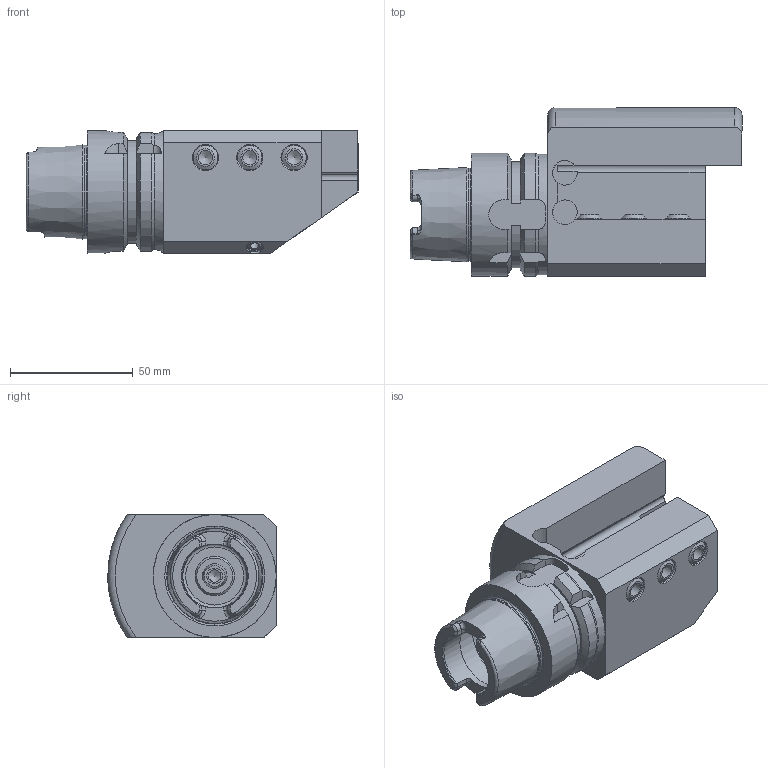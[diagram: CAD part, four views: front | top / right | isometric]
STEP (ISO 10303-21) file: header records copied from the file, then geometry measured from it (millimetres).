
FILE_DESCRIPTION((''),'2;1');
FILE_NAME('590004040095-3D.stp','2021-09-04T12:52:28',('nttooll'),(''),'Autodesk Inventor 2012','Autodesk Inventor 2012','');
FILE_SCHEMA(('AUTOMOTIVE_DESIGN { 1 0 10303 214 1 1 1 1 }'));
Length unit declared in the file: millimetre
Products named in the file (1): 590004040095-3D
Bounding box: 135 x 68.47 x 50 mm (x, y, z)
Volume: 239900.8 mm3; surface area: 39331 mm2
Topology: 1 solids, 1 shells, 203 faces, 499 edges, 319 vertices
Faces by surface type: plane 78, cylinder 61, cone 46, torus 16, sphere 2
Full cylindrical faces by diameter (mm): 2 x1, 3.464 x1, 4 x1, 4.3 x1, 5 x1, 5.2 x1, 5.774 x3, 6 x2, 6.4 x1, 7 x1, 8 x1, 9.5 x1, 10 x8, 10.5 x1, 16 x2, 26 x1, 26.6 x1, 32 x1, 37.9 x1, 49 x1, 50 x1
Entity records: 5833 total; most frequent: CARTESIAN_POINT 1408, DIRECTION 939, ORIENTED_EDGE 826, EDGE_CURVE 413, AXIS2_PLACEMENT_3D 393, VERTEX_POINT 296, EDGE_LOOP 289, FACE_OUTER_BOUND 203
